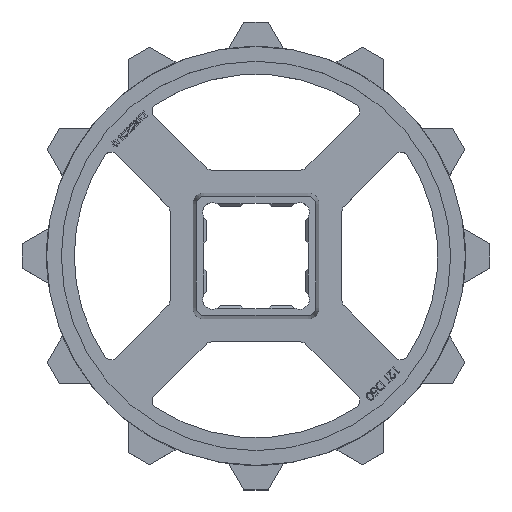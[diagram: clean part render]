
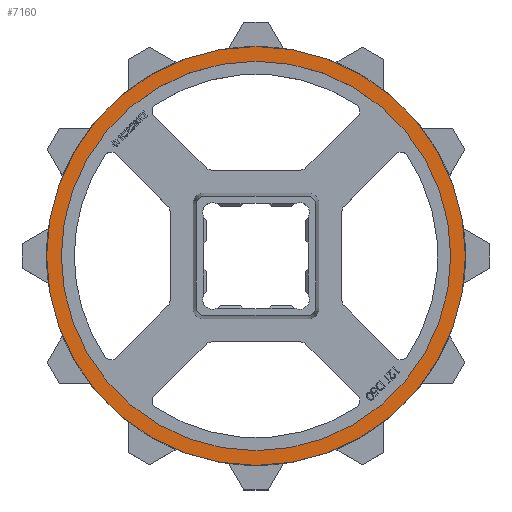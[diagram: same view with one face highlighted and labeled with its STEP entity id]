
A CAD part, top view. The second image highlights one B-rep face of the part: STEP entity #7160.
In plain terms, the highlighted planar face has unit normal (0, 0, 1).
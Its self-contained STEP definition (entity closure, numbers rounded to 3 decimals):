
#595 = CARTESIAN_POINT ( 'NONE',  ( 0., 0., 10. ) ) ;
#744 = AXIS2_PLACEMENT_3D ( 'NONE', #595, #2756, #5288 ) ;
#996 = DIRECTION ( 'NONE',  ( 0., 0., 1. ) ) ;
#1387 = CARTESIAN_POINT ( 'NONE',  ( 0., 0., 10. ) ) ;
#1810 = EDGE_CURVE ( 'NONE', #3569, #9939, #2245, .T. ) ;
#1867 = DIRECTION ( 'NONE',  ( 0., 0., 1. ) ) ;
#2026 = DIRECTION ( 'NONE',  ( 1., 0., 0. ) ) ;
#2240 = CIRCLE ( 'NONE', #11560, 79.301 ) ;
#2245 = CIRCLE ( 'NONE', #8136, 85.301 ) ;
#2756 = DIRECTION ( 'NONE',  ( 0., 0., 1. ) ) ;
#2951 = PLANE ( 'NONE',  #5837 ) ;
#2991 = ORIENTED_EDGE ( 'NONE', *, *, #1810, .T. ) ;
#3569 = VERTEX_POINT ( 'NONE', #12393 ) ;
#3767 = EDGE_LOOP ( 'NONE', ( #2991, #13527 ) ) ;
#5125 = EDGE_CURVE ( 'NONE', #11899, #5452, #15054, .T. ) ;
#5288 = DIRECTION ( 'NONE',  ( 1., 0., 0. ) ) ;
#5452 = VERTEX_POINT ( 'NONE', #10209 ) ;
#5837 = AXIS2_PLACEMENT_3D ( 'NONE', #12398, #1867, #2026 ) ;
#6832 = CARTESIAN_POINT ( 'NONE',  ( 85.301, 0., 10. ) ) ;
#7136 = ORIENTED_EDGE ( 'NONE', *, *, #12363, .F. ) ;
#7160 = ADVANCED_FACE ( 'NONE', ( #7855, #12246 ), #2951, .T. ) ;
#7312 = DIRECTION ( 'NONE',  ( 1., 0., 0. ) ) ;
#7380 = CIRCLE ( 'NONE', #744, 85.301 ) ;
#7855 = FACE_BOUND ( 'NONE', #9572, .T. ) ;
#8136 = AXIS2_PLACEMENT_3D ( 'NONE', #14368, #10915, #11752 ) ;
#8662 = EDGE_CURVE ( 'NONE', #9939, #3569, #7380, .T. ) ;
#9572 = EDGE_LOOP ( 'NONE', ( #12666, #7136 ) ) ;
#9903 = AXIS2_PLACEMENT_3D ( 'NONE', #15064, #996, #12525 ) ;
#9939 = VERTEX_POINT ( 'NONE', #6832 ) ;
#10209 = CARTESIAN_POINT ( 'NONE',  ( 79.301, 0., 10. ) ) ;
#10542 = DIRECTION ( 'NONE',  ( 0., 0., 1. ) ) ;
#10915 = DIRECTION ( 'NONE',  ( 0., 0., 1. ) ) ;
#11560 = AXIS2_PLACEMENT_3D ( 'NONE', #1387, #10542, #7312 ) ;
#11711 = CARTESIAN_POINT ( 'NONE',  ( -79.301, 0., 10. ) ) ;
#11752 = DIRECTION ( 'NONE',  ( 1., 0., 0. ) ) ;
#11899 = VERTEX_POINT ( 'NONE', #11711 ) ;
#12246 = FACE_OUTER_BOUND ( 'NONE', #3767, .T. ) ;
#12363 = EDGE_CURVE ( 'NONE', #5452, #11899, #2240, .T. ) ;
#12393 = CARTESIAN_POINT ( 'NONE',  ( -85.301, 0., 10. ) ) ;
#12398 = CARTESIAN_POINT ( 'NONE',  ( 0., 0., 10. ) ) ;
#12525 = DIRECTION ( 'NONE',  ( 1., 0., 0. ) ) ;
#12666 = ORIENTED_EDGE ( 'NONE', *, *, #5125, .F. ) ;
#13527 = ORIENTED_EDGE ( 'NONE', *, *, #8662, .T. ) ;
#14368 = CARTESIAN_POINT ( 'NONE',  ( 0., 0., 10. ) ) ;
#15054 = CIRCLE ( 'NONE', #9903, 79.301 ) ;
#15064 = CARTESIAN_POINT ( 'NONE',  ( 0., 0., 10. ) ) ;
